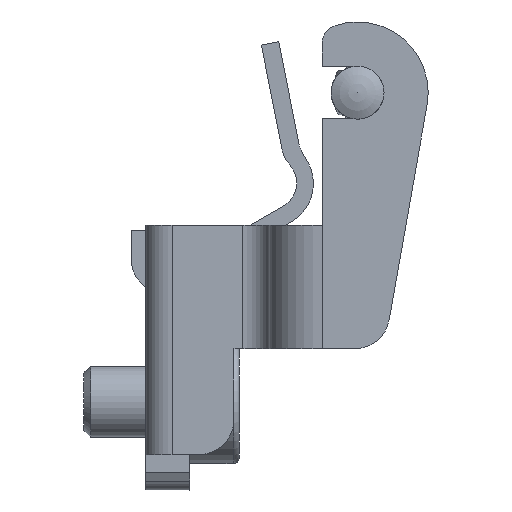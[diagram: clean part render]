
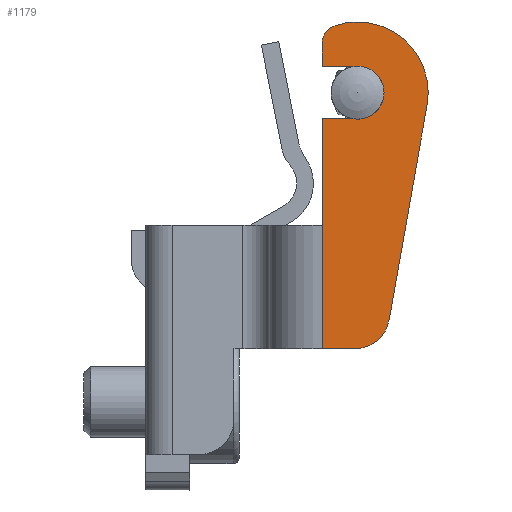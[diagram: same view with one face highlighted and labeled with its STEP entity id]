
A CAD part, left-side view. The second image highlights one B-rep face of the part: STEP entity #1179.
In plain terms, the highlighted planar face has unit normal (-1, 0, 0).
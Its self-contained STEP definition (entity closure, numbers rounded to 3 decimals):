
#1078=CIRCLE('',#3744,1.5);
#1079=CIRCLE('',#3745,2.);
#1080=CIRCLE('',#3746,4.);
#1081=CIRCLE('',#3747,1.);
#1179=ADVANCED_FACE('',(#1388),#1318,.T.);
#1318=PLANE('',#3748);
#1388=FACE_OUTER_BOUND('',#1522,.T.);
#1522=EDGE_LOOP('',(#1883,#1884,#1885,#1886,#1887,#1888,#1889,#1890,#1891,
#1892));
#1883=ORIENTED_EDGE('',*,*,#2663,.T.);
#1884=ORIENTED_EDGE('',*,*,#2850,.T.);
#1885=ORIENTED_EDGE('',*,*,#2671,.T.);
#1886=ORIENTED_EDGE('',*,*,#2851,.T.);
#1887=ORIENTED_EDGE('',*,*,#2845,.F.);
#1888=ORIENTED_EDGE('',*,*,#2852,.T.);
#1889=ORIENTED_EDGE('',*,*,#2853,.T.);
#1890=ORIENTED_EDGE('',*,*,#2854,.T.);
#1891=ORIENTED_EDGE('',*,*,#2855,.T.);
#1892=ORIENTED_EDGE('',*,*,#2856,.T.);
#2410=VERTEX_POINT('',#4525);
#2412=VERTEX_POINT('',#4528);
#2415=VERTEX_POINT('',#4535);
#2419=VERTEX_POINT('',#4555);
#2559=VERTEX_POINT('',#4906);
#2560=VERTEX_POINT('',#4908);
#2563=VERTEX_POINT('',#4919);
#2564=VERTEX_POINT('',#4921);
#2565=VERTEX_POINT('',#4923);
#2566=VERTEX_POINT('',#4925);
#2663=EDGE_CURVE('',#2412,#2410,#3045,.T.);
#2671=EDGE_CURVE('',#2415,#2419,#3051,.T.);
#2845=EDGE_CURVE('',#2559,#2560,#3179,.T.);
#2850=EDGE_CURVE('',#2410,#2415,#1078,.T.);
#2851=EDGE_CURVE('',#2419,#2560,#3182,.T.);
#2852=EDGE_CURVE('',#2559,#2563,#1079,.T.);
#2853=EDGE_CURVE('',#2563,#2564,#3183,.T.);
#2854=EDGE_CURVE('',#2564,#2565,#1080,.T.);
#2855=EDGE_CURVE('',#2565,#2566,#1081,.T.);
#2856=EDGE_CURVE('',#2566,#2412,#3184,.T.);
#3045=LINE('',#4527,#3270);
#3051=LINE('',#4556,#3276);
#3179=LINE('',#4907,#3404);
#3182=LINE('',#4917,#3407);
#3183=LINE('',#4920,#3408);
#3184=LINE('',#4926,#3409);
#3270=VECTOR('',#3876,1.);
#3276=VECTOR('',#3884,1.);
#3404=VECTOR('',#4150,1.);
#3407=VECTOR('',#4161,1.);
#3408=VECTOR('',#4164,1.);
#3409=VECTOR('',#4169,1.);
#3744=AXIS2_PLACEMENT_3D('',#4916,#4159,#4160);
#3745=AXIS2_PLACEMENT_3D('',#4918,#4162,#4163);
#3746=AXIS2_PLACEMENT_3D('',#4922,#4165,#4166);
#3747=AXIS2_PLACEMENT_3D('',#4924,#4167,#4168);
#3748=AXIS2_PLACEMENT_3D('',#4927,#4170,#4171);
#3876=DIRECTION('',(0.,-1.,0.));
#3884=DIRECTION('',(0.,1.,0.));
#4150=DIRECTION('',(0.,1.,0.));
#4159=DIRECTION('',(1.,0.,0.));
#4160=DIRECTION('',(0.,0.,1.));
#4161=DIRECTION('',(0.,0.,-1.));
#4162=DIRECTION('',(-1.,0.,0.));
#4163=DIRECTION('',(0.,-0.985,-0.174));
#4164=DIRECTION('',(0.,-0.174,0.985));
#4165=DIRECTION('',(-1.,0.,0.));
#4166=DIRECTION('',(0.,0.,-1.));
#4167=DIRECTION('',(-1.,0.,0.));
#4168=DIRECTION('',(0.,0.333,0.943));
#4169=DIRECTION('',(0.,0.,-1.));
#4170=DIRECTION('',(-1.,0.,0.));
#4171=DIRECTION('',(0.,-1.,0.));
#4525=CARTESIAN_POINT('',(-10.1,-11.794,18.985));
#4527=CARTESIAN_POINT('',(-10.1,-10.,18.985));
#4528=CARTESIAN_POINT('',(-10.1,-10.,18.985));
#4535=CARTESIAN_POINT('',(-10.1,-11.784,16.015));
#4555=CARTESIAN_POINT('',(-10.1,-10.,16.015));
#4556=CARTESIAN_POINT('',(-10.1,-12.,16.015));
#4906=CARTESIAN_POINT('',(-10.1,-11.827,3.));
#4907=CARTESIAN_POINT('',(-10.1,-8.5,3.));
#4908=CARTESIAN_POINT('',(-10.1,-10.,3.));
#4916=CARTESIAN_POINT('',(-10.1,-12.001,17.499));
#4917=CARTESIAN_POINT('',(-10.1,-10.,3.));
#4918=CARTESIAN_POINT('',(-10.1,-11.827,5.));
#4919=CARTESIAN_POINT('',(-10.1,-13.796,4.653));
#4920=CARTESIAN_POINT('',(-10.1,-13.796,4.653));
#4921=CARTESIAN_POINT('',(-10.1,-15.939,16.805));
#4922=CARTESIAN_POINT('',(-10.1,-12.,17.5));
#4923=CARTESIAN_POINT('',(-10.1,-10.667,21.271));
#4924=CARTESIAN_POINT('',(-10.1,-11.,20.328));
#4925=CARTESIAN_POINT('',(-10.1,-10.,20.328));
#4926=CARTESIAN_POINT('',(-10.1,-10.,20.328));
#4927=CARTESIAN_POINT('',(-10.1,-8.5,3.));
